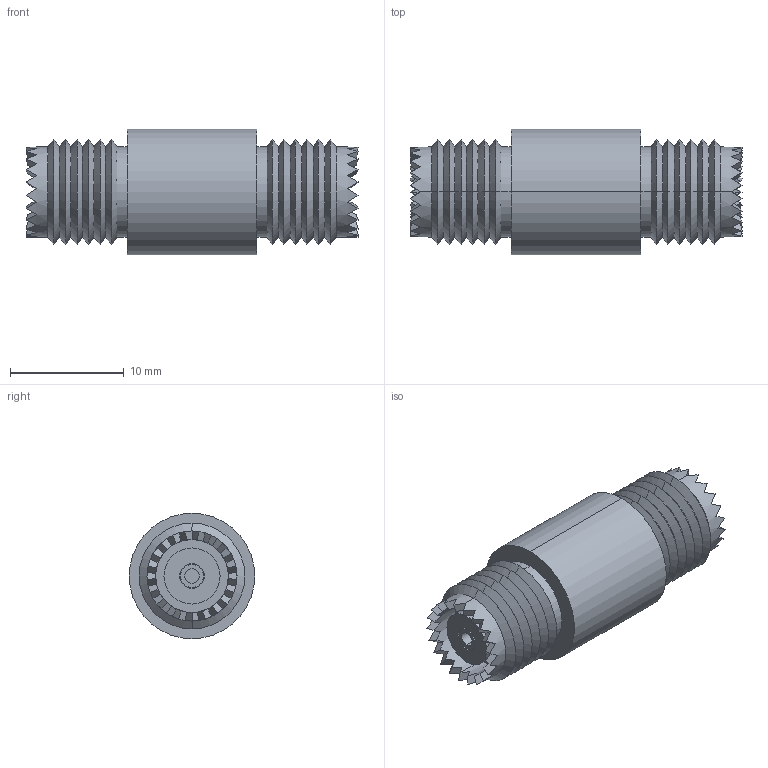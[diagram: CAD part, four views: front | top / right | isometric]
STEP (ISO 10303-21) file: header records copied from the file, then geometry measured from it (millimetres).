
FILE_DESCRIPTION (( 'STEP AP214' ), '1' );
FILE_NAME ('BA476.STEP', '2010-12-22T14:44:02', ( 'x' ), ( 'Microsoft' ), 'SwSTEP 2.0', 'SolidWorks 2010', '' );
FILE_SCHEMA (( 'AUTOMOTIVE_DESIGN' ));
Length unit declared in the file: inch
Products named in the file (1): BA476
Bounding box: 29.21 x 11.05 x 11.05 mm (x, y, z)
Volume: 1933 mm3; surface area: 1537.9 mm2
Topology: 1 solids, 1 shells, 236 faces, 594 edges, 370 vertices
Faces by surface type: plane 138, cylinder 50, cone 48
Entity records: 7456 total; most frequent: CARTESIAN_POINT 1705, ORIENTED_EDGE 1188, DIRECTION 1060, EDGE_CURVE 594, AXIS2_PLACEMENT_3D 397, VERTEX_POINT 370, LINE 266, VECTOR 266
